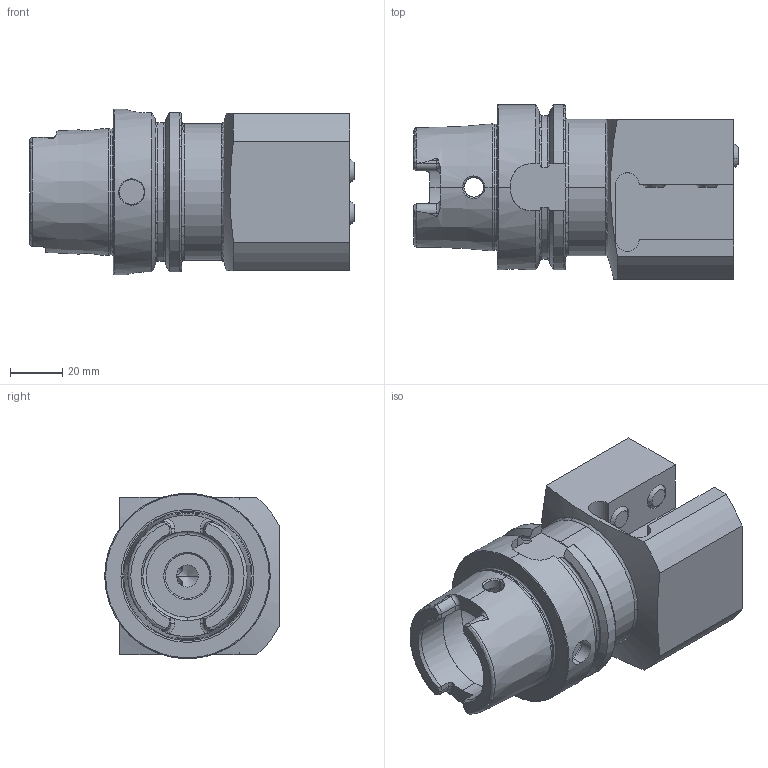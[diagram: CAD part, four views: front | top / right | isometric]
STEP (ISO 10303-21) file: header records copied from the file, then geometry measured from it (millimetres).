
FILE_DESCRIPTION (( 'STEP AP203' ), '1' );
FILE_NAME ('HA6.V20.R22.090.STEP', '2024-08-20T13:26:00', ( '' ), ( '' ), 'SwSTEP 2.0', 'SolidWorks 2022', '' );
FILE_SCHEMA (( 'CONFIG_CONTROL_DESIGN' ));
Length unit declared in the file: millimetre
Products named in the file (6): KU1-U12.001.010_2; KU1-U12.001.010; ISO 4026 - M10 x 25; HA6.V20.R22.090; HA6-V20.R22.090_B; KU1-U12.001.010_1
Assembly tree (9 placements, depth 3):
  HA6.V20.R22.090
    HA6-V20.R22.090_B
    ISO 4026 - M10 x 25  x4
    KU1-U12.001.010  x2
      KU1-U12.001.010_1
      KU1-U12.001.010_2
Bounding box: 123.7 x 66.5 x 63 mm (x, y, z)
Volume: 243149.8 mm3; surface area: 52762.8 mm2
Topology: 9 solids, 9 shells, 304 faces, 779 edges, 485 vertices
Faces by surface type: plane 99, cylinder 89, cone 71, torus 33, sphere 8, bspline 4
Entity records: 9349 total; most frequent: CARTESIAN_POINT 2753, ORIENTED_EDGE 1242, DIRECTION 1242, EDGE_CURVE 621, AXIS2_PLACEMENT_3D 501, VERTEX_POINT 389, EDGE_LOOP 264, CIRCLE 250
